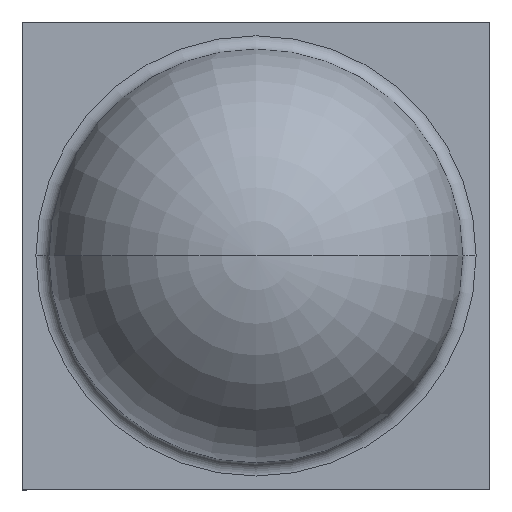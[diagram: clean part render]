
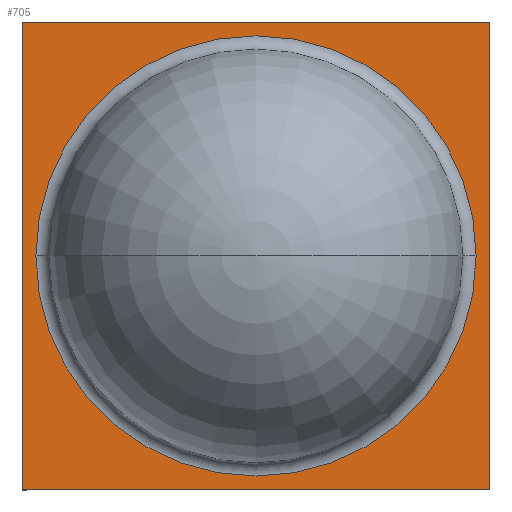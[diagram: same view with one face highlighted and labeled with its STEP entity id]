
A CAD part, top view. The second image highlights one B-rep face of the part: STEP entity #705.
In plain terms, the highlighted face is planar.
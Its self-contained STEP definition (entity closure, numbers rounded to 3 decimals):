
#32 = DIRECTION ( 'NONE',  ( 0., 0., 1. ) ) ;
#36 = FACE_OUTER_BOUND ( 'NONE', #785, .T. ) ;
#81 = DIRECTION ( 'NONE',  ( 1., 0., 0. ) ) ;
#87 = LINE ( 'NONE', #909, #520 ) ;
#111 = DIRECTION ( 'NONE',  ( 0., 1., 0. ) ) ;
#117 = VECTOR ( 'NONE', #32, 1000. ) ;
#135 = LINE ( 'NONE', #447, #395 ) ;
#155 = EDGE_CURVE ( 'NONE', #1021, #990, #135, .T. ) ;
#170 = AXIS2_PLACEMENT_3D ( 'NONE', #598, #1149, #383 ) ;
#237 = DIRECTION ( 'NONE',  ( 1., 0., 0. ) ) ;
#244 = LINE ( 'NONE', #292, #1013 ) ;
#272 = LINE ( 'NONE', #676, #117 ) ;
#280 = VERTEX_POINT ( 'NONE', #1011 ) ;
#284 = CARTESIAN_POINT ( 'NONE',  ( -1.647, 0., 0. ) ) ;
#292 = CARTESIAN_POINT ( 'NONE',  ( 1.75, 0., -1.75 ) ) ;
#297 = DIRECTION ( 'NONE',  ( 0., 0., -1. ) ) ;
#383 = DIRECTION ( 'NONE',  ( 1., 0., 0. ) ) ;
#395 = VECTOR ( 'NONE', #237, 1000. ) ;
#444 = EDGE_CURVE ( 'NONE', #1213, #280, #1240, .T. ) ;
#447 = CARTESIAN_POINT ( 'NONE',  ( -1.75, 0., 1.75 ) ) ;
#458 = DIRECTION ( 'NONE',  ( -1., 0., 0. ) ) ;
#478 = ORIENTED_EDGE ( 'NONE', *, *, #664, .T. ) ;
#511 = AXIS2_PLACEMENT_3D ( 'NONE', #866, #111, #1300 ) ;
#520 = VECTOR ( 'NONE', #458, 1000. ) ;
#556 = AXIS2_PLACEMENT_3D ( 'NONE', #1372, #723, #81 ) ;
#588 = CARTESIAN_POINT ( 'NONE',  ( 1.75, 0., 1.75 ) ) ;
#598 = CARTESIAN_POINT ( 'NONE',  ( 0., 0., 0. ) ) ;
#634 = EDGE_CURVE ( 'NONE', #990, #988, #244, .T. ) ;
#664 = EDGE_CURVE ( 'NONE', #280, #1213, #998, .T. ) ;
#676 = CARTESIAN_POINT ( 'NONE',  ( -1.75, 0., -1.75 ) ) ;
#681 = ORIENTED_EDGE ( 'NONE', *, *, #634, .T. ) ;
#685 = CARTESIAN_POINT ( 'NONE',  ( 1.75, 0., -1.75 ) ) ;
#696 = VERTEX_POINT ( 'NONE', #956 ) ;
#705 = ADVANCED_FACE ( 'NONE', ( #1222, #36 ), #1081, .T. ) ;
#716 = ORIENTED_EDGE ( 'NONE', *, *, #1027, .T. ) ;
#723 = DIRECTION ( 'NONE',  ( 0., -1., 0. ) ) ;
#785 = EDGE_LOOP ( 'NONE', ( #1158, #798, #681, #716 ) ) ;
#798 = ORIENTED_EDGE ( 'NONE', *, *, #155, .T. ) ;
#866 = CARTESIAN_POINT ( 'NONE',  ( 0., 0., 0. ) ) ;
#903 = CARTESIAN_POINT ( 'NONE',  ( -1.75, 0., 1.75 ) ) ;
#909 = CARTESIAN_POINT ( 'NONE',  ( -1.75, 0., -1.75 ) ) ;
#926 = EDGE_CURVE ( 'NONE', #696, #1021, #272, .T. ) ;
#956 = CARTESIAN_POINT ( 'NONE',  ( -1.75, 0., -1.75 ) ) ;
#988 = VERTEX_POINT ( 'NONE', #685 ) ;
#990 = VERTEX_POINT ( 'NONE', #588 ) ;
#998 = CIRCLE ( 'NONE', #556, 1.647 ) ;
#1011 = CARTESIAN_POINT ( 'NONE',  ( 1.647, 0., 0. ) ) ;
#1013 = VECTOR ( 'NONE', #297, 1000. ) ;
#1021 = VERTEX_POINT ( 'NONE', #903 ) ;
#1027 = EDGE_CURVE ( 'NONE', #988, #696, #87, .T. ) ;
#1081 = PLANE ( 'NONE',  #511 ) ;
#1109 = EDGE_LOOP ( 'NONE', ( #478, #1111 ) ) ;
#1111 = ORIENTED_EDGE ( 'NONE', *, *, #444, .T. ) ;
#1149 = DIRECTION ( 'NONE',  ( 0., -1., 0. ) ) ;
#1158 = ORIENTED_EDGE ( 'NONE', *, *, #926, .T. ) ;
#1213 = VERTEX_POINT ( 'NONE', #284 ) ;
#1222 = FACE_BOUND ( 'NONE', #1109, .T. ) ;
#1240 = CIRCLE ( 'NONE', #170, 1.647 ) ;
#1300 = DIRECTION ( 'NONE',  ( 0., 0., 1. ) ) ;
#1372 = CARTESIAN_POINT ( 'NONE',  ( 0., 0., 0. ) ) ;
